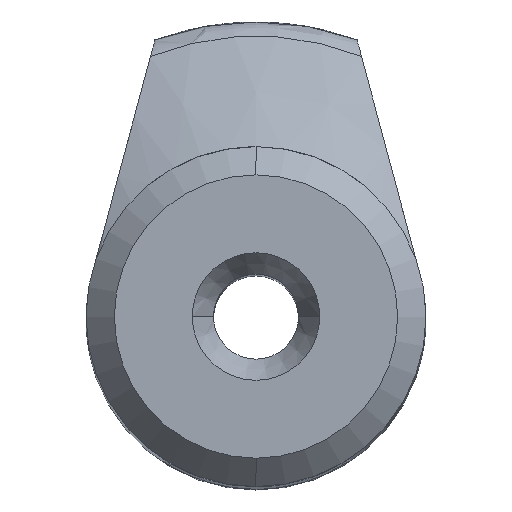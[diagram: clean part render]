
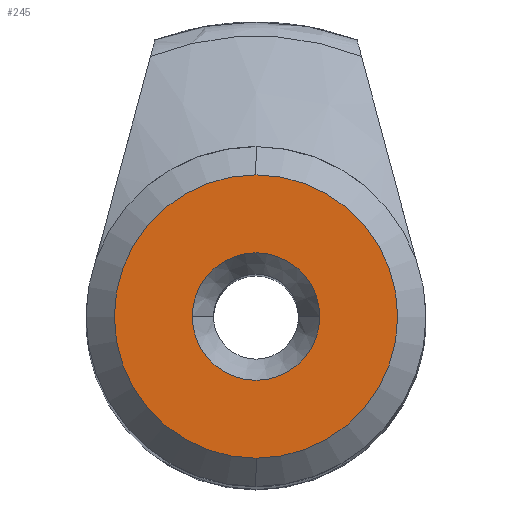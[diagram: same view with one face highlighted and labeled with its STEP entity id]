
A CAD part, top view. The second image highlights one B-rep face of the part: STEP entity #245.
In plain terms, the highlighted planar face has unit normal (0, 0, 1).
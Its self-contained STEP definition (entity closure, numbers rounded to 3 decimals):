
#33=PLANE('',#954);
#58=FACE_BOUND('',#340,.T.);
#59=FACE_BOUND('',#341,.T.);
#245=ADVANCED_FACE('',(#58,#59),#33,.T.);
#340=EDGE_LOOP('',(#530,#531));
#341=EDGE_LOOP('',(#532,#533));
#530=ORIENTED_EDGE('',*,*,#817,.T.);
#531=ORIENTED_EDGE('',*,*,#729,.T.);
#532=ORIENTED_EDGE('',*,*,#818,.F.);
#533=ORIENTED_EDGE('',*,*,#735,.F.);
#646=VERTEX_POINT('',#1493);
#647=VERTEX_POINT('',#1494);
#652=VERTEX_POINT('',#1505);
#653=VERTEX_POINT('',#1507);
#729=EDGE_CURVE('',#646,#647,#833,.T.);
#735=EDGE_CURVE('',#652,#653,#836,.T.);
#817=EDGE_CURVE('',#647,#646,#863,.T.);
#818=EDGE_CURVE('',#653,#652,#864,.T.);
#833=CIRCLE('',#902,5.);
#836=CIRCLE('',#906,2.25);
#863=CIRCLE('',#952,5.);
#864=CIRCLE('',#953,2.25);
#902=AXIS2_PLACEMENT_3D('',#1492,#1025,#1026);
#906=AXIS2_PLACEMENT_3D('',#1506,#1036,#1037);
#952=AXIS2_PLACEMENT_3D('',#1922,#1155,#1156);
#953=AXIS2_PLACEMENT_3D('',#1923,#1157,#1158);
#954=AXIS2_PLACEMENT_3D('',#1924,#1159,#1160);
#1025=DIRECTION('',(0.,0.,1.));
#1026=DIRECTION('',(0.,1.,0.));
#1036=DIRECTION('',(0.,0.,1.));
#1037=DIRECTION('',(1.,0.,0.));
#1155=DIRECTION('',(0.,0.,1.));
#1156=DIRECTION('',(0.,1.,0.));
#1157=DIRECTION('',(0.,0.,1.));
#1158=DIRECTION('',(1.,0.,0.));
#1159=DIRECTION('',(0.,0.,1.));
#1160=DIRECTION('',(-1.,0.,0.));
#1492=CARTESIAN_POINT('',(0.,0.,0.));
#1493=CARTESIAN_POINT('',(0.,5.,0.));
#1494=CARTESIAN_POINT('',(0.,-5.,0.));
#1505=CARTESIAN_POINT('',(-2.25,0.,0.));
#1506=CARTESIAN_POINT('',(0.,0.,0.));
#1507=CARTESIAN_POINT('',(2.25,0.,0.));
#1922=CARTESIAN_POINT('',(0.,0.,0.));
#1923=CARTESIAN_POINT('',(0.,0.,0.));
#1924=CARTESIAN_POINT('',(0.,10.5,0.));
